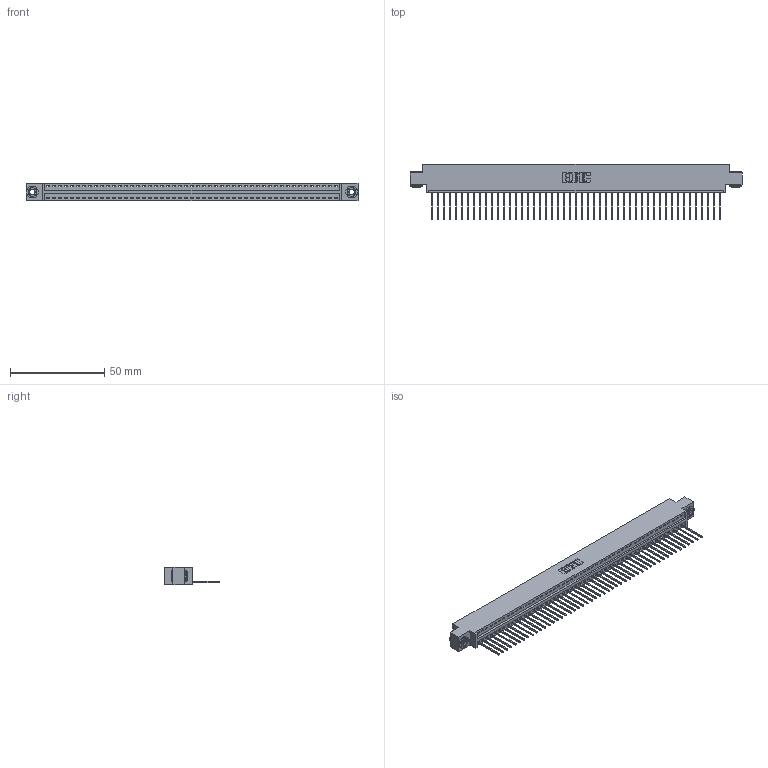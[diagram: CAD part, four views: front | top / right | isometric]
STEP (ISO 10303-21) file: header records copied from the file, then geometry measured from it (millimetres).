
FILE_DESCRIPTION (( 'STEP AP203' ), '1' );
FILE_NAME ('346-049-540-603.STEP', '2022-05-10T01:40:22', ( '' ), ( '' ), 'SwSTEP 2.0', 'SolidWorks 2020', '' );
FILE_SCHEMA (( 'CONFIG_CONTROL_DESIGN' ));
Length unit declared in the file: inch
Products named in the file (4): 345-250-002_345-250-002-102; 346-049-540-603; 345-292-001_345-293-140; 346 Part_0.170 Offset - 0.156 Dia-TH
Assembly tree (52 placements, depth 2):
  346-049-540-603
    346 Part_0.170 Offset - 0.156 Dia-TH
    345-292-001_345-293-140  x49
    345-250-002_345-250-002-102  x2
Bounding box: 176.15 x 29.46 x 9.4 mm (x, y, z)
Volume: 16822.6 mm3; surface area: 21997.9 mm2
Topology: 52 solids, 52 shells, 3020 faces, 9077 edges, 5982 vertices
Faces by surface type: plane 2064, cylinder 948, cone 8
Entity records: 30684 total; most frequent: CARTESIAN_POINT 5240, ORIENTED_EDGE 5214, DIRECTION 4643, EDGE_CURVE 2607, LINE 2255, VECTOR 2255, VERTEX_POINT 1734, AXIS2_PLACEMENT_3D 1194
